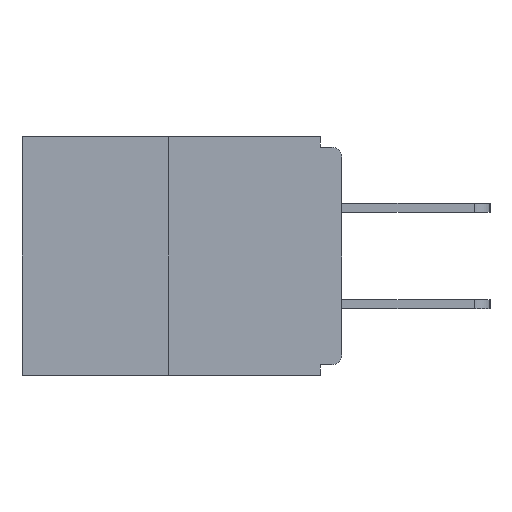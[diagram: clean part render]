
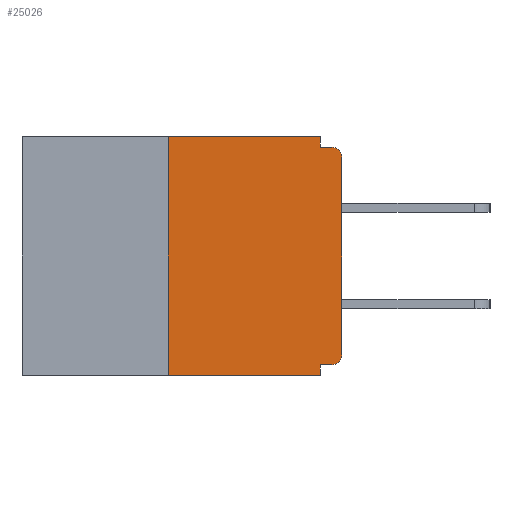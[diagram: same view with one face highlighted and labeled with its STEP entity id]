
A CAD part, left-side view. The second image highlights one B-rep face of the part: STEP entity #25026.
In plain terms, the highlighted planar face has unit normal (-1, 0, 0).
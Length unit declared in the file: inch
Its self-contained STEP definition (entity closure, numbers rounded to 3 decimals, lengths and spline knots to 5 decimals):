
#409 = ORIENTED_EDGE ( 'NONE', *, *, #497, .T. ) ;
#455 = LINE ( 'NONE', #14564, #8232 ) ;
#497 = EDGE_CURVE ( 'NONE', #21202, #10627, #12018, .T. ) ;
#585 = CIRCLE ( 'NONE', #4283, 0.015 ) ;
#922 = VERTEX_POINT ( 'NONE', #951 ) ;
#951 = CARTESIAN_POINT ( 'NONE',  ( 0., 0.015, -0.015 ) ) ;
#1043 = EDGE_CURVE ( 'NONE', #26712, #4097, #15347, .T. ) ;
#1659 = EDGE_CURVE ( 'NONE', #16306, #21202, #27522, .T. ) ;
#2134 = LINE ( 'NONE', #12699, #24503 ) ;
#2308 = DIRECTION ( 'NONE',  ( 0., 0., -1. ) ) ;
#2718 = DIRECTION ( 'NONE',  ( 0., -1., 0. ) ) ;
#2737 = AXIS2_PLACEMENT_3D ( 'NONE', #17496, #23857, #17315 ) ;
#2909 = CARTESIAN_POINT ( 'NONE',  ( 0., 0.46, 0. ) ) ;
#3734 = EDGE_CURVE ( 'NONE', #17194, #26712, #4670, .T. ) ;
#4004 = VECTOR ( 'NONE', #20812, 39.37008 ) ;
#4094 = CARTESIAN_POINT ( 'NONE',  ( 0., 0.031, -0.343 ) ) ;
#4097 = VERTEX_POINT ( 'NONE', #23494 ) ;
#4283 = AXIS2_PLACEMENT_3D ( 'NONE', #10501, #21177, #23358 ) ;
#4449 = CARTESIAN_POINT ( 'NONE',  ( 0., 0.031, -0.015 ) ) ;
#4670 = LINE ( 'NONE', #16832, #4004 ) ;
#5654 = AXIS2_PLACEMENT_3D ( 'NONE', #6270, #25576, #12925 ) ;
#5788 = CARTESIAN_POINT ( 'NONE',  ( 0., 0.031, -0.343 ) ) ;
#5795 = VERTEX_POINT ( 'NONE', #24641 ) ;
#6168 = EDGE_CURVE ( 'NONE', #16306, #5795, #22722, .T. ) ;
#6270 = CARTESIAN_POINT ( 'NONE',  ( 0., 0.46, 0. ) ) ;
#8232 = VECTOR ( 'NONE', #16738, 39.37008 ) ;
#8650 = EDGE_CURVE ( 'NONE', #4097, #15421, #10740, .T. ) ;
#8868 = CARTESIAN_POINT ( 'NONE',  ( 0., 0., -0.328 ) ) ;
#8934 = EDGE_CURVE ( 'NONE', #5795, #22148, #25274, .T. ) ;
#9446 = ORIENTED_EDGE ( 'NONE', *, *, #3734, .F. ) ;
#9763 = DIRECTION ( 'NONE',  ( 0., 0., -1. ) ) ;
#9821 = ORIENTED_EDGE ( 'NONE', *, *, #1659, .T. ) ;
#10501 = CARTESIAN_POINT ( 'NONE',  ( 0., 0.015, -0.03 ) ) ;
#10627 = VERTEX_POINT ( 'NONE', #20249 ) ;
#10740 = LINE ( 'NONE', #15281, #27327 ) ;
#10978 = ORIENTED_EDGE ( 'NONE', *, *, #19413, .T. ) ;
#12018 = LINE ( 'NONE', #21711, #19115 ) ;
#12699 = CARTESIAN_POINT ( 'NONE',  ( 0., 0., -0.015 ) ) ;
#12749 = DIRECTION ( 'NONE',  ( 0., 0., 1. ) ) ;
#12925 = DIRECTION ( 'NONE',  ( 0., 0., -1. ) ) ;
#14564 = CARTESIAN_POINT ( 'NONE',  ( 0., 0.46, -0.343 ) ) ;
#14725 = ORIENTED_EDGE ( 'NONE', *, *, #6168, .F. ) ;
#15233 = DIRECTION ( 'NONE',  ( 0., -1., 0. ) ) ;
#15281 = CARTESIAN_POINT ( 'NONE',  ( 0., 0.031, 0. ) ) ;
#15347 = LINE ( 'NONE', #2909, #27216 ) ;
#15421 = VERTEX_POINT ( 'NONE', #4449 ) ;
#16306 = VERTEX_POINT ( 'NONE', #17359 ) ;
#16738 = DIRECTION ( 'NONE',  ( 0., -1., 0. ) ) ;
#16832 = CARTESIAN_POINT ( 'NONE',  ( 0., 0.25, 0. ) ) ;
#16926 = CARTESIAN_POINT ( 'NONE',  ( 0., 0., -0.313 ) ) ;
#16992 = PLANE ( 'NONE',  #5654 ) ;
#17194 = VERTEX_POINT ( 'NONE', #27489 ) ;
#17315 = DIRECTION ( 'NONE',  ( 0., 0., -1. ) ) ;
#17359 = CARTESIAN_POINT ( 'NONE',  ( 0., 0.015, -0.328 ) ) ;
#17496 = CARTESIAN_POINT ( 'NONE',  ( 0., 0.015, -0.313 ) ) ;
#18078 = ORIENTED_EDGE ( 'NONE', *, *, #1043, .F. ) ;
#18321 = VECTOR ( 'NONE', #26397, 39.37008 ) ;
#19115 = VECTOR ( 'NONE', #12749, 39.37008 ) ;
#19215 = ORIENTED_EDGE ( 'NONE', *, *, #8934, .F. ) ;
#19413 = EDGE_CURVE ( 'NONE', #10627, #922, #585, .T. ) ;
#20249 = CARTESIAN_POINT ( 'NONE',  ( 0., 0., -0.03 ) ) ;
#20306 = EDGE_LOOP ( 'NONE', ( #18078, #9446, #23923, #19215, #14725, #9821, #409, #10978, #24953, #25040 ) ) ;
#20812 = DIRECTION ( 'NONE',  ( 0., 0., 1. ) ) ;
#21177 = DIRECTION ( 'NONE',  ( -1., 0., 0. ) ) ;
#21202 = VERTEX_POINT ( 'NONE', #16926 ) ;
#21711 = CARTESIAN_POINT ( 'NONE',  ( 0., 0., 0. ) ) ;
#22148 = VERTEX_POINT ( 'NONE', #4094 ) ;
#22722 = LINE ( 'NONE', #8868, #18321 ) ;
#22975 = CARTESIAN_POINT ( 'NONE',  ( 0., 0.25, 0. ) ) ;
#23358 = DIRECTION ( 'NONE',  ( 0., 0., -1. ) ) ;
#23494 = CARTESIAN_POINT ( 'NONE',  ( 0., 0.031, 0. ) ) ;
#23857 = DIRECTION ( 'NONE',  ( -1., 0., 0. ) ) ;
#23923 = ORIENTED_EDGE ( 'NONE', *, *, #26784, .T. ) ;
#23933 = VECTOR ( 'NONE', #9763, 39.37008 ) ;
#24503 = VECTOR ( 'NONE', #15233, 39.37008 ) ;
#24641 = CARTESIAN_POINT ( 'NONE',  ( 0., 0.031, -0.328 ) ) ;
#24953 = ORIENTED_EDGE ( 'NONE', *, *, #27143, .F. ) ;
#25026 = ADVANCED_FACE ( 'NONE', ( #27277 ), #16992, .F. ) ;
#25040 = ORIENTED_EDGE ( 'NONE', *, *, #8650, .F. ) ;
#25274 = LINE ( 'NONE', #5788, #23933 ) ;
#25576 = DIRECTION ( 'NONE',  ( 1., 0., 0. ) ) ;
#26397 = DIRECTION ( 'NONE',  ( 0., 1., 0. ) ) ;
#26712 = VERTEX_POINT ( 'NONE', #22975 ) ;
#26784 = EDGE_CURVE ( 'NONE', #17194, #22148, #455, .T. ) ;
#27143 = EDGE_CURVE ( 'NONE', #15421, #922, #2134, .T. ) ;
#27216 = VECTOR ( 'NONE', #2718, 39.37008 ) ;
#27277 = FACE_OUTER_BOUND ( 'NONE', #20306, .T. ) ;
#27327 = VECTOR ( 'NONE', #2308, 39.37008 ) ;
#27489 = CARTESIAN_POINT ( 'NONE',  ( 0., 0.25, -0.343 ) ) ;
#27522 = CIRCLE ( 'NONE', #2737, 0.015 ) ;
